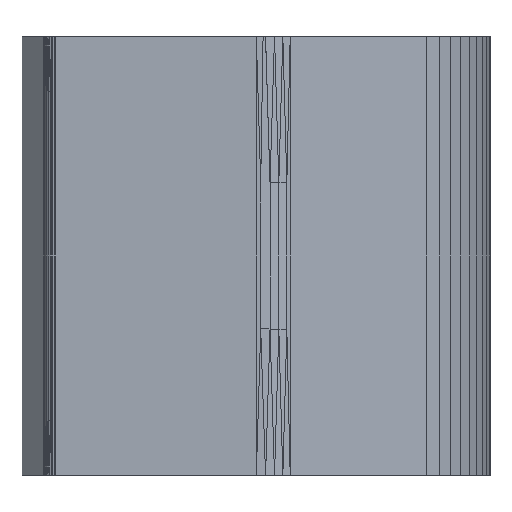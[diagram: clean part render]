
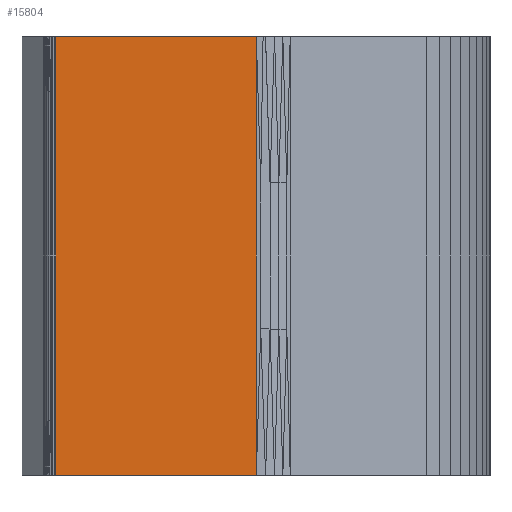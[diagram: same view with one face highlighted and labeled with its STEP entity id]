
A CAD part, front view. The second image highlights one B-rep face of the part: STEP entity #15804.
In plain terms, the highlighted planar face has unit normal (0, -1, 0).
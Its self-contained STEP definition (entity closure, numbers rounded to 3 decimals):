
#595 = DIRECTION ( 'NONE',  ( -1., 0., 0. ) ) ;
#786 = CARTESIAN_POINT ( 'NONE',  ( -3.089, -10.7, 2.2 ) ) ;
#941 = EDGE_CURVE ( 'NONE', #18643, #21023, #21455, .T. ) ;
#1241 = EDGE_CURVE ( 'NONE', #15425, #21504, #5097, .T. ) ;
#2832 = ORIENTED_EDGE ( 'NONE', *, *, #10207, .F. ) ;
#3018 = VECTOR ( 'NONE', #12977, 1000. ) ;
#4720 = DIRECTION ( 'NONE',  ( 0., 0., 1. ) ) ;
#5097 = LINE ( 'NONE', #22462, #14855 ) ;
#5780 = PLANE ( 'NONE',  #16380 ) ;
#5926 = CARTESIAN_POINT ( 'NONE',  ( -3.089, -10.7, -2.2 ) ) ;
#6092 = ORIENTED_EDGE ( 'NONE', *, *, #941, .T. ) ;
#6550 = DIRECTION ( 'NONE',  ( 0., 0., -1. ) ) ;
#8600 = EDGE_CURVE ( 'NONE', #18643, #21504, #15529, .T. ) ;
#9245 = CARTESIAN_POINT ( 'NONE',  ( -3.089, -10.7, -2.2 ) ) ;
#10207 = EDGE_CURVE ( 'NONE', #15425, #21023, #16044, .T. ) ;
#10992 = EDGE_LOOP ( 'NONE', ( #21382, #19581, #6092, #2832 ) ) ;
#12705 = CARTESIAN_POINT ( 'NONE',  ( 0., -10.7, 0. ) ) ;
#12977 = DIRECTION ( 'NONE',  ( 0., 0., 1. ) ) ;
#13965 = DIRECTION ( 'NONE',  ( 1., 0., 0. ) ) ;
#14855 = VECTOR ( 'NONE', #13965, 1000. ) ;
#15059 = FACE_OUTER_BOUND ( 'NONE', #10992, .T. ) ;
#15063 = CARTESIAN_POINT ( 'NONE',  ( -1.077, -10.7, -2.2 ) ) ;
#15425 = VERTEX_POINT ( 'NONE', #5926 ) ;
#15433 = VECTOR ( 'NONE', #595, 1000. ) ;
#15529 = LINE ( 'NONE', #17236, #18917 ) ;
#15804 = ADVANCED_FACE ( 'NONE', ( #15059 ), #5780, .F. ) ;
#15909 = CARTESIAN_POINT ( 'NONE',  ( -1.077, -10.7, 2.2 ) ) ;
#16044 = LINE ( 'NONE', #9245, #3018 ) ;
#16331 = DIRECTION ( 'NONE',  ( 0., 1., 0. ) ) ;
#16380 = AXIS2_PLACEMENT_3D ( 'NONE', #12705, #16331, #4720 ) ;
#17236 = CARTESIAN_POINT ( 'NONE',  ( -1.077, -10.7, 2.2 ) ) ;
#18643 = VERTEX_POINT ( 'NONE', #19530 ) ;
#18917 = VECTOR ( 'NONE', #6550, 1000. ) ;
#19530 = CARTESIAN_POINT ( 'NONE',  ( -1.077, -10.7, 2.2 ) ) ;
#19581 = ORIENTED_EDGE ( 'NONE', *, *, #8600, .F. ) ;
#21023 = VERTEX_POINT ( 'NONE', #786 ) ;
#21382 = ORIENTED_EDGE ( 'NONE', *, *, #1241, .T. ) ;
#21455 = LINE ( 'NONE', #15909, #15433 ) ;
#21504 = VERTEX_POINT ( 'NONE', #15063 ) ;
#22462 = CARTESIAN_POINT ( 'NONE',  ( -3.089, -10.7, -2.2 ) ) ;
